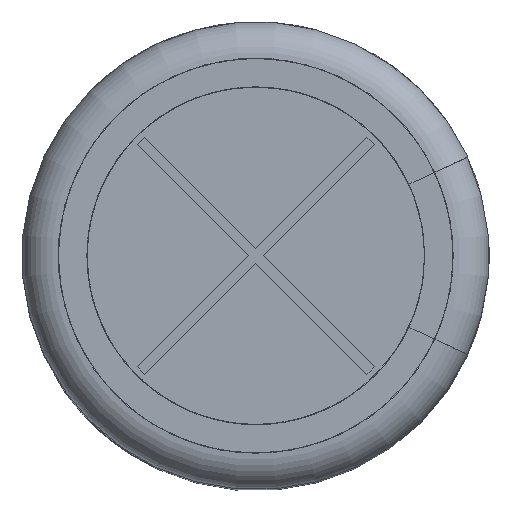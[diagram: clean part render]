
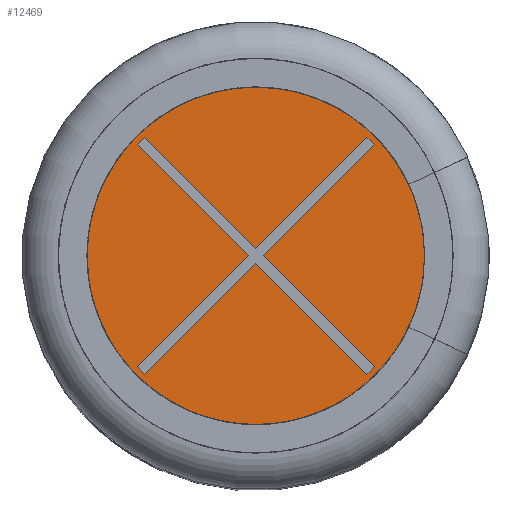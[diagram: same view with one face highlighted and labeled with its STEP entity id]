
A CAD part, top view. The second image highlights one B-rep face of the part: STEP entity #12469.
In plain terms, the highlighted planar face has unit normal (0, 0, 1).
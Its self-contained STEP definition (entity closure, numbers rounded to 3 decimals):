
#1056=LINE('',#24489,#1714);
#1059=LINE('',#24495,#1717);
#1061=LINE('',#24499,#1719);
#1063=LINE('',#24503,#1721);
#1065=LINE('',#24507,#1723);
#1067=LINE('',#24511,#1725);
#1069=LINE('',#24515,#1727);
#1071=LINE('',#24519,#1729);
#1073=LINE('',#24523,#1731);
#1075=LINE('',#24527,#1733);
#1077=LINE('',#24531,#1735);
#1079=LINE('',#24535,#1737);
#1714=VECTOR('',#15563,1000.);
#1717=VECTOR('',#15568,1000.);
#1719=VECTOR('',#15572,1000.);
#1721=VECTOR('',#15576,1000.);
#1723=VECTOR('',#15580,1000.);
#1725=VECTOR('',#15584,1000.);
#1727=VECTOR('',#15588,1000.);
#1729=VECTOR('',#15592,1000.);
#1731=VECTOR('',#15596,1000.);
#1733=VECTOR('',#15600,1000.);
#1735=VECTOR('',#15604,1000.);
#1737=VECTOR('',#15608,1000.);
#4323=ORIENTED_EDGE('',*,*,#5573,.T.);
#4324=ORIENTED_EDGE('',*,*,#5596,.T.);
#4325=ORIENTED_EDGE('',*,*,#5594,.T.);
#4326=ORIENTED_EDGE('',*,*,#5592,.T.);
#4327=ORIENTED_EDGE('',*,*,#5590,.T.);
#4328=ORIENTED_EDGE('',*,*,#5588,.T.);
#4329=ORIENTED_EDGE('',*,*,#5586,.T.);
#4330=ORIENTED_EDGE('',*,*,#5584,.T.);
#4331=ORIENTED_EDGE('',*,*,#5582,.T.);
#4332=ORIENTED_EDGE('',*,*,#5580,.T.);
#4333=ORIENTED_EDGE('',*,*,#5578,.T.);
#4334=ORIENTED_EDGE('',*,*,#5576,.T.);
#4335=ORIENTED_EDGE('',*,*,#5600,.F.);
#5573=EDGE_CURVE('',#6444,#6445,#1056,.T.);
#5576=EDGE_CURVE('',#6446,#6444,#1059,.T.);
#5578=EDGE_CURVE('',#6447,#6446,#1061,.T.);
#5580=EDGE_CURVE('',#6448,#6447,#1063,.T.);
#5582=EDGE_CURVE('',#6449,#6448,#1065,.T.);
#5584=EDGE_CURVE('',#6450,#6449,#1067,.T.);
#5586=EDGE_CURVE('',#6451,#6450,#1069,.T.);
#5588=EDGE_CURVE('',#6452,#6451,#1071,.T.);
#5590=EDGE_CURVE('',#6453,#6452,#1073,.T.);
#5592=EDGE_CURVE('',#6454,#6453,#1075,.T.);
#5594=EDGE_CURVE('',#6455,#6454,#1077,.T.);
#5596=EDGE_CURVE('',#6445,#6455,#1079,.T.);
#5600=EDGE_CURVE('',#6459,#6459,#6764,.T.);
#6444=VERTEX_POINT('',#24490);
#6445=VERTEX_POINT('',#24491);
#6446=VERTEX_POINT('',#24496);
#6447=VERTEX_POINT('',#24500);
#6448=VERTEX_POINT('',#24504);
#6449=VERTEX_POINT('',#24508);
#6450=VERTEX_POINT('',#24512);
#6451=VERTEX_POINT('',#24516);
#6452=VERTEX_POINT('',#24520);
#6453=VERTEX_POINT('',#24524);
#6454=VERTEX_POINT('',#24528);
#6455=VERTEX_POINT('',#24532);
#6459=VERTEX_POINT('',#24546);
#6764=CIRCLE('',#13307,4.223);
#7385=EDGE_LOOP('',(#4323,#4324,#4325,#4326,#4327,#4328,#4329,#4330,#4331,
#4332,#4333,#4334));
#7386=EDGE_LOOP('',(#4335));
#8015=FACE_BOUND('',#7385,.T.);
#8016=FACE_BOUND('',#7386,.T.);
#8343=PLANE('',#13308);
#12469=ADVANCED_FACE('',(#8015,#8016),#8343,.T.);
#13307=AXIS2_PLACEMENT_3D('',#24545,#15621,#15622);
#13308=AXIS2_PLACEMENT_3D('',#24547,#15623,#15624);
#15563=DIRECTION('',(0.707,0.707,0.));
#15568=DIRECTION('',(-0.707,0.707,0.));
#15572=DIRECTION('',(0.707,0.707,0.));
#15576=DIRECTION('',(-0.707,0.707,0.));
#15580=DIRECTION('',(-0.707,-0.707,0.));
#15584=DIRECTION('',(-0.707,0.707,0.));
#15588=DIRECTION('',(-0.707,-0.707,0.));
#15592=DIRECTION('',(0.707,-0.707,0.));
#15596=DIRECTION('',(-0.707,-0.707,0.));
#15600=DIRECTION('',(0.707,-0.707,0.));
#15604=DIRECTION('',(0.707,0.707,0.));
#15608=DIRECTION('',(0.707,-0.707,0.));
#15621=DIRECTION('',(0.,0.,-1.));
#15622=DIRECTION('',(-1.,0.,0.));
#15623=DIRECTION('',(0.,0.,1.));
#15624=DIRECTION('',(1.,0.,0.));
#24489=CARTESIAN_POINT('',(-2.375,2.533,15.78));
#24490=CARTESIAN_POINT('',(-2.533,2.375,15.78));
#24491=CARTESIAN_POINT('',(-2.375,2.533,15.78));
#24495=CARTESIAN_POINT('',(-0.157,0.,15.78));
#24496=CARTESIAN_POINT('',(-0.157,0.,15.78));
#24499=CARTESIAN_POINT('',(-0.157,0.,15.78));
#24500=CARTESIAN_POINT('',(-2.533,-2.375,15.78));
#24503=CARTESIAN_POINT('',(-2.375,-2.533,15.78));
#24504=CARTESIAN_POINT('',(-2.375,-2.533,15.78));
#24507=CARTESIAN_POINT('',(0.,-0.157,15.78));
#24508=CARTESIAN_POINT('',(0.,-0.157,15.78));
#24511=CARTESIAN_POINT('',(0.,-0.157,15.78));
#24512=CARTESIAN_POINT('',(2.375,-2.533,15.78));
#24515=CARTESIAN_POINT('',(2.533,-2.375,15.78));
#24516=CARTESIAN_POINT('',(2.533,-2.375,15.78));
#24519=CARTESIAN_POINT('',(0.157,0.,15.78));
#24520=CARTESIAN_POINT('',(0.157,0.,15.78));
#24523=CARTESIAN_POINT('',(0.157,0.,15.78));
#24524=CARTESIAN_POINT('',(2.533,2.375,15.78));
#24527=CARTESIAN_POINT('',(2.533,2.375,15.78));
#24528=CARTESIAN_POINT('',(2.375,2.533,15.78));
#24531=CARTESIAN_POINT('',(0.,0.157,15.78));
#24532=CARTESIAN_POINT('',(0.,0.157,15.78));
#24535=CARTESIAN_POINT('',(0.,0.157,15.78));
#24545=CARTESIAN_POINT('',(0.,0.,15.78));
#24546=CARTESIAN_POINT('',(-4.223,0.,15.78));
#24547=CARTESIAN_POINT('',(-4.223,0.,15.78));
